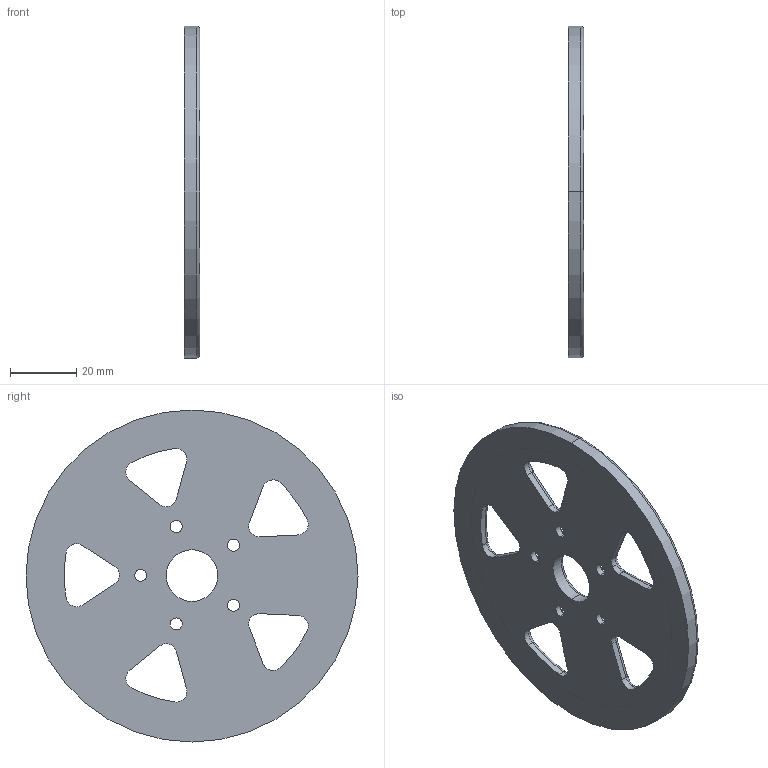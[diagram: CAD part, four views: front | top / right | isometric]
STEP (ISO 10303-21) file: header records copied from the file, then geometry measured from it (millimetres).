
FILE_DESCRIPTION (( 'STEP AP203' ), '1' );
FILE_NAME ('Fuchs DDC.STEP', '2021-02-03T07:30:20', ( '' ), ( '' ), 'SwSTEP 2.0', 'SolidWorks 2019', '' );
FILE_SCHEMA (( 'CONFIG_CONTROL_DESIGN' ));
Length unit declared in the file: millimetre
Products named in the file (1): Fuchs DDC
Bounding box: 4.69 x 100.55 x 100.55 mm (x, y, z)
Volume: 26305.5 mm3; surface area: 18740.9 mm2
Topology: 1 solids, 1 shells, 558 faces, 1452 edges, 922 vertices
Faces by surface type: plane 227, cylinder 122, torus 108, bspline 81, cone 20
Entity records: 21595 total; most frequent: CARTESIAN_POINT 8032, ORIENTED_EDGE 2904, DIRECTION 2681, EDGE_CURVE 1452, AXIS2_PLACEMENT_3D 938, VERTEX_POINT 922, LINE 805, VECTOR 805
